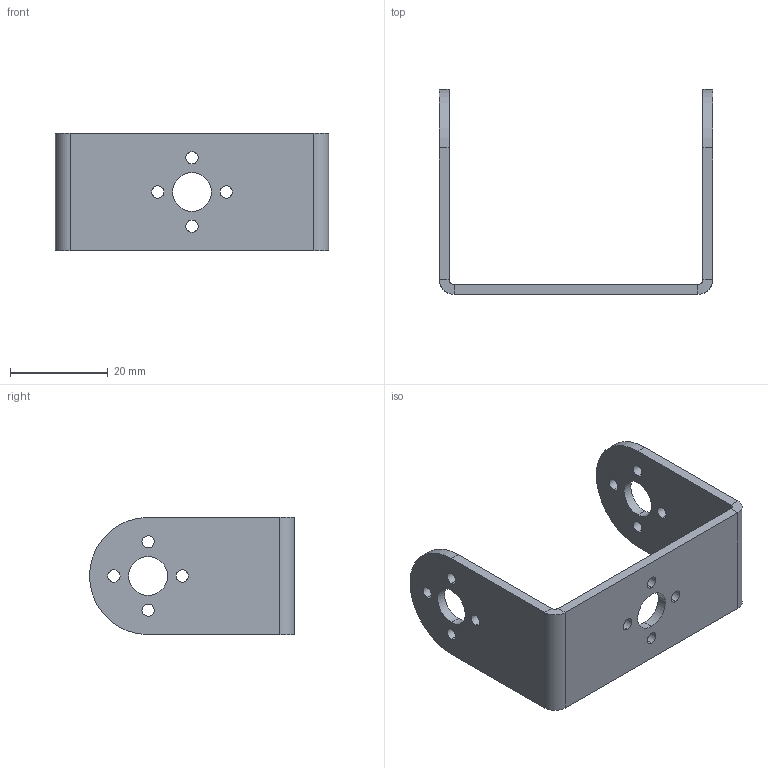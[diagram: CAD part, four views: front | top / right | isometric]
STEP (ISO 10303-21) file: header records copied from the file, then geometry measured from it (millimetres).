
FILE_DESCRIPTION (( 'STEP AP203' ), '1' );
FILE_NAME ('U Bracket.STEP', '2015-06-15T09:11:38', ( 'Hendricks' ), ( '' ), 'SwSTEP 2.0', 'SolidWorks 2015', '' );
FILE_SCHEMA (( 'CONFIG_CONTROL_DESIGN' ));
Length unit declared in the file: millimetre
Products named in the file (1): U Bracket
Bounding box: 56 x 42 x 24 mm (x, y, z)
Volume: 5779 mm3; surface area: 6710.2 mm2
Topology: 1 solids, 1 shells, 53 faces, 137 edges, 86 vertices
Faces by surface type: cylinder 37, plane 16
Entity records: 1774 total; most frequent: DIRECTION 319, CARTESIAN_POINT 277, ORIENTED_EDGE 274, EDGE_CURVE 137, AXIS2_PLACEMENT_3D 128, VERTEX_POINT 86, EDGE_LOOP 83, CIRCLE 74
